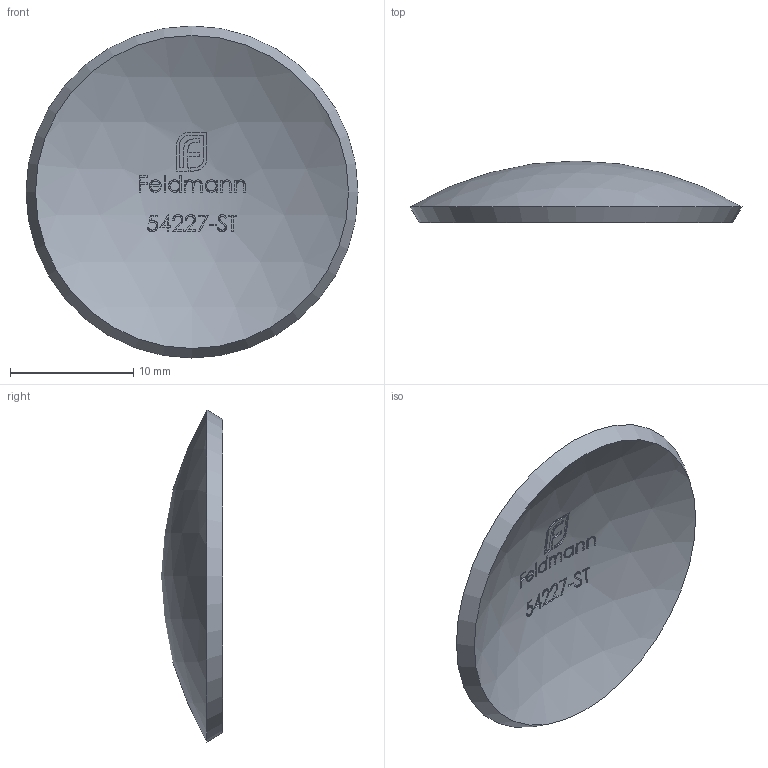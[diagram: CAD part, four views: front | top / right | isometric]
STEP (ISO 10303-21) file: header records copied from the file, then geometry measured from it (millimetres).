
FILE_DESCRIPTION (( 'STEP AP203' ), '1' );
FILE_NAME ('54227-ST.step', '2022-05-05T09:42:26', ( '' ), ( '' ), 'SwSTEP 2.0', 'SolidWorks 2018', '' );
FILE_SCHEMA (( 'CONFIG_CONTROL_DESIGN' ));
Length unit declared in the file: millimetre
Products named in the file (1): 54227-ST
Bounding box: 26.9 x 5 x 26.9 mm (x, y, z)
Volume: 865.1 mm3; surface area: 1289.8 mm2
Topology: 1 solids, 1 shells, 254 faces, 693 edges, 462 vertices
Faces by surface type: plane 127, bspline 103, sphere 23, cone 1
Entity records: 11805 total; most frequent: CARTESIAN_POINT 5750, ORIENTED_EDGE 1384, DIRECTION 1046, EDGE_CURVE 692, VERTEX_POINT 462, AXIS2_PLACEMENT_3D 408, EDGE_LOOP 276, CIRCLE 256
